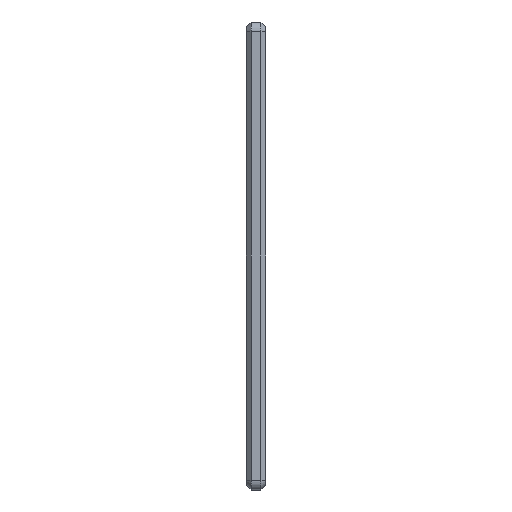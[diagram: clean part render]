
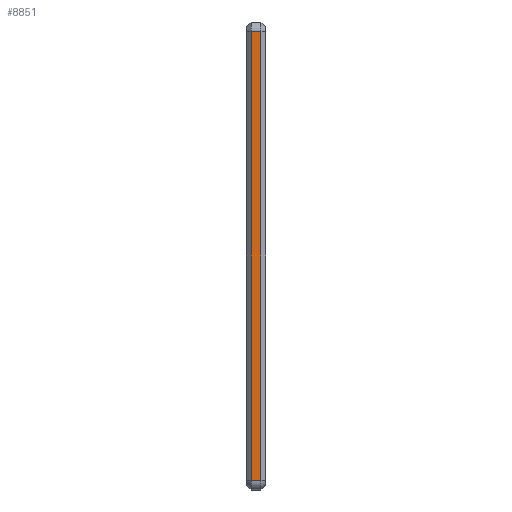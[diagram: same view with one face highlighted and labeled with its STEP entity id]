
A CAD part, left-side view. The second image highlights one B-rep face of the part: STEP entity #8851.
In plain terms, the highlighted planar face has unit normal (-1, 0, 0).
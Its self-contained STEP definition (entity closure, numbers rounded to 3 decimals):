
#736 = CARTESIAN_POINT ( 'NONE',  ( -76., 1.5, -23. ) ) ;
#1080 = CARTESIAN_POINT ( 'NONE',  ( -76., 0.5, 23. ) ) ;
#1587 = ORIENTED_EDGE ( 'NONE', *, *, #4724, .T. ) ;
#1682 = ORIENTED_EDGE ( 'NONE', *, *, #5081, .T. ) ;
#1779 = VERTEX_POINT ( 'NONE', #7994 ) ;
#1787 = LINE ( 'NONE', #1080, #8488 ) ;
#1924 = CARTESIAN_POINT ( 'NONE',  ( -76., 1.5, 0. ) ) ;
#1957 = VERTEX_POINT ( 'NONE', #5978 ) ;
#2012 = CARTESIAN_POINT ( 'NONE',  ( -76., 2., 23. ) ) ;
#2841 = DIRECTION ( 'NONE',  ( 0., 0., 1. ) ) ;
#3068 = EDGE_CURVE ( 'NONE', #1779, #4187, #1787, .T. ) ;
#3257 = VECTOR ( 'NONE', #4079, 1000. ) ;
#3408 = FACE_OUTER_BOUND ( 'NONE', #7014, .T. ) ;
#3546 = CARTESIAN_POINT ( 'NONE',  ( -76., 2., 0. ) ) ;
#3609 = LINE ( 'NONE', #2012, #8005 ) ;
#3706 = ORIENTED_EDGE ( 'NONE', *, *, #6598, .T. ) ;
#4079 = DIRECTION ( 'NONE',  ( 0., 0., -1. ) ) ;
#4187 = VERTEX_POINT ( 'NONE', #7851 ) ;
#4240 = PLANE ( 'NONE',  #4773 ) ;
#4496 = LINE ( 'NONE', #5247, #7434 ) ;
#4724 = EDGE_CURVE ( 'NONE', #4187, #1957, #3609, .T. ) ;
#4773 = AXIS2_PLACEMENT_3D ( 'NONE', #3546, #6414, #2841 ) ;
#5081 = EDGE_CURVE ( 'NONE', #8387, #1779, #4496, .T. ) ;
#5247 = CARTESIAN_POINT ( 'NONE',  ( -76., 2., -23. ) ) ;
#5293 = DIRECTION ( 'NONE',  ( 0., -1., 0. ) ) ;
#5978 = CARTESIAN_POINT ( 'NONE',  ( -76., 1.5, 23. ) ) ;
#6414 = DIRECTION ( 'NONE',  ( -1., 0., 0. ) ) ;
#6598 = EDGE_CURVE ( 'NONE', #1957, #8387, #6899, .T. ) ;
#6899 = LINE ( 'NONE', #1924, #3257 ) ;
#7014 = EDGE_LOOP ( 'NONE', ( #1682, #8439, #1587, #3706 ) ) ;
#7434 = VECTOR ( 'NONE', #5293, 1000. ) ;
#7648 = DIRECTION ( 'NONE',  ( 0., 0., 1. ) ) ;
#7851 = CARTESIAN_POINT ( 'NONE',  ( -76., 0.5, 23. ) ) ;
#7994 = CARTESIAN_POINT ( 'NONE',  ( -76., 0.5, -23. ) ) ;
#8005 = VECTOR ( 'NONE', #8627, 1000. ) ;
#8387 = VERTEX_POINT ( 'NONE', #736 ) ;
#8439 = ORIENTED_EDGE ( 'NONE', *, *, #3068, .T. ) ;
#8488 = VECTOR ( 'NONE', #7648, 1000. ) ;
#8627 = DIRECTION ( 'NONE',  ( 0., 1., 0. ) ) ;
#8851 = ADVANCED_FACE ( 'NONE', ( #3408 ), #4240, .T. ) ;
